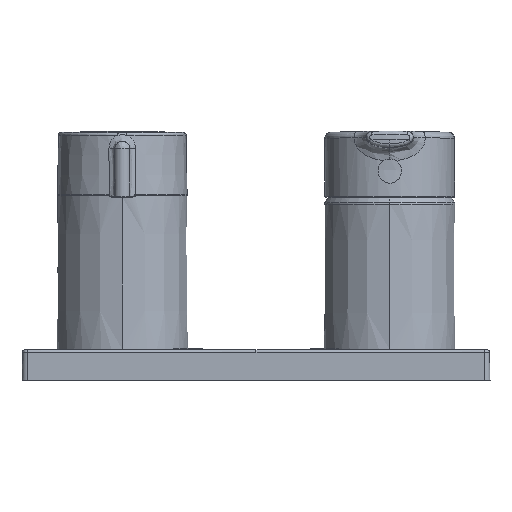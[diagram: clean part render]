
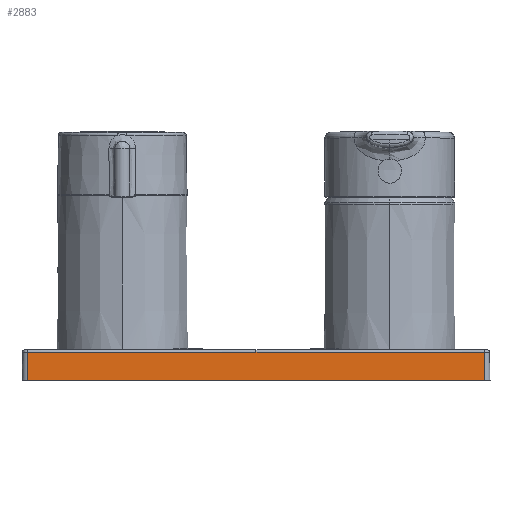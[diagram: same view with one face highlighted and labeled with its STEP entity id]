
A CAD part, front view. The second image highlights one B-rep face of the part: STEP entity #2883.
In plain terms, the highlighted planar face has unit normal (0, -1, 0.018).
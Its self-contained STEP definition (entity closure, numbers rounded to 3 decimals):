
#49 = EDGE_CURVE ( 'NONE', #413, #534, #1667, .T. ) ;
#289 = LINE ( 'NONE', #3917, #4846 ) ;
#347 = CARTESIAN_POINT ( 'NONE',  ( 135.5, -37.5, 0. ) ) ;
#383 = CARTESIAN_POINT ( 'NONE',  ( 135.408, -37.407, 5.309 ) ) ;
#413 = VERTEX_POINT ( 'NONE', #2580 ) ;
#469 = DIRECTION ( 'NONE',  ( 0., -1., 0.017 ) ) ;
#482 = EDGE_CURVE ( 'NONE', #413, #2290, #289, .T. ) ;
#534 = VERTEX_POINT ( 'NONE', #347 ) ;
#543 = CARTESIAN_POINT ( 'NONE',  ( 137.5, -37.5, 0. ) ) ;
#1045 = FACE_OUTER_BOUND ( 'NONE', #4673, .T. ) ;
#1389 = CARTESIAN_POINT ( 'NONE',  ( -35.315, -37.315, 10.619 ) ) ;
#1426 = CARTESIAN_POINT ( 'NONE',  ( 50., -37.314, 10.642 ) ) ;
#1667 = LINE ( 'NONE', #3960, #2699 ) ;
#1775 = ORIENTED_EDGE ( 'NONE', *, *, #5432, .F. ) ;
#1820 = VECTOR ( 'NONE', #5662, 1000. ) ;
#2063 = VERTEX_POINT ( 'NONE', #4791 ) ;
#2189 = VERTEX_POINT ( 'NONE', #1426 ) ;
#2290 = VERTEX_POINT ( 'NONE', #1389 ) ;
#2344 = ORIENTED_EDGE ( 'NONE', *, *, #482, .F. ) ;
#2580 = CARTESIAN_POINT ( 'NONE',  ( -35.5, -37.5, 0. ) ) ;
#2699 = VECTOR ( 'NONE', #3493, 1000. ) ;
#2817 = CARTESIAN_POINT ( 'NONE',  ( 50., -37.314, 10.642 ) ) ;
#2839 = CARTESIAN_POINT ( 'NONE',  ( 7.343, -37.314, 10.642 ) ) ;
#2883 = ADVANCED_FACE ( 'NONE', ( #1045 ), #4056, .T. ) ;
#2946 = CARTESIAN_POINT ( 'NONE',  ( 92.657, -37.314, 10.642 ) ) ;
#3242 = CARTESIAN_POINT ( 'NONE',  ( -35.315, -37.315, 10.619 ) ) ;
#3284 = B_SPLINE_CURVE_WITH_KNOTS ( 'NONE', 2,
 ( #3242, #2839, #2817 ),
 .UNSPECIFIED., .F., .F.,
 ( 3, 3 ),
 ( 0., 1. ),
 .UNSPECIFIED. ) ;
#3493 = DIRECTION ( 'NONE',  ( 1., 0., 0. ) ) ;
#3792 = ORIENTED_EDGE ( 'NONE', *, *, #5631, .F. ) ;
#3910 = ORIENTED_EDGE ( 'NONE', *, *, #5603, .F. ) ;
#3917 = CARTESIAN_POINT ( 'NONE',  ( -35.408, -37.407, 5.309 ) ) ;
#3957 = B_SPLINE_CURVE_WITH_KNOTS ( 'NONE', 2,
 ( #5571, #2946, #4795 ),
 .UNSPECIFIED., .F., .F.,
 ( 3, 3 ),
 ( 0., 1. ),
 .UNSPECIFIED. ) ;
#3960 = CARTESIAN_POINT ( 'NONE',  ( 50., -37.5, 0. ) ) ;
#4009 = LINE ( 'NONE', #383, #1820 ) ;
#4056 = PLANE ( 'NONE',  #5332 ) ;
#4673 = EDGE_LOOP ( 'NONE', ( #3792, #3910, #1775, #2344, #5080 ) ) ;
#4791 = CARTESIAN_POINT ( 'NONE',  ( 135.315, -37.315, 10.619 ) ) ;
#4795 = CARTESIAN_POINT ( 'NONE',  ( 135.315, -37.315, 10.619 ) ) ;
#4846 = VECTOR ( 'NONE', #5705, 1000. ) ;
#4901 = DIRECTION ( 'NONE',  ( -1., 0., 0. ) ) ;
#5080 = ORIENTED_EDGE ( 'NONE', *, *, #49, .T. ) ;
#5332 = AXIS2_PLACEMENT_3D ( 'NONE', #543, #469, #4901 ) ;
#5432 = EDGE_CURVE ( 'NONE', #2290, #2189, #3284, .T. ) ;
#5571 = CARTESIAN_POINT ( 'NONE',  ( 50., -37.314, 10.642 ) ) ;
#5603 = EDGE_CURVE ( 'NONE', #2189, #2063, #3957, .T. ) ;
#5631 = EDGE_CURVE ( 'NONE', #2063, #534, #4009, .T. ) ;
#5662 = DIRECTION ( 'NONE',  ( 0.017, -0.017, -1. ) ) ;
#5705 = DIRECTION ( 'NONE',  ( 0.017, 0.017, 1. ) ) ;
